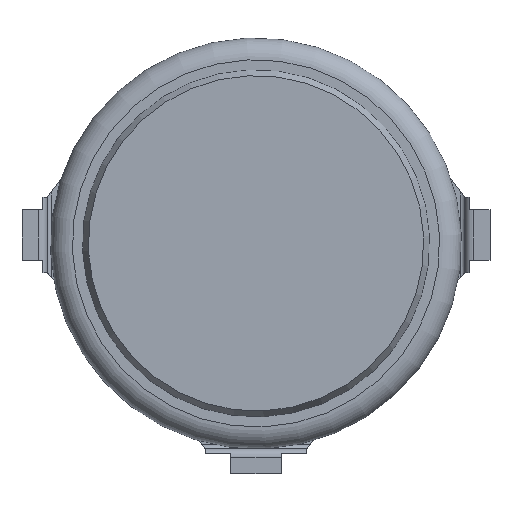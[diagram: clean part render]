
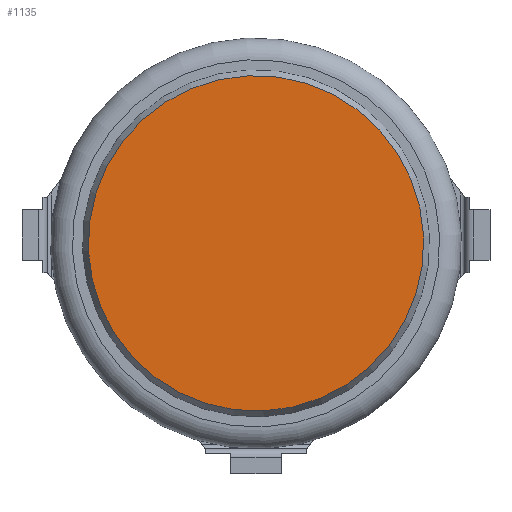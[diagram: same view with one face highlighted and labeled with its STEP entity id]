
A CAD part, top view. The second image highlights one B-rep face of the part: STEP entity #1135.
In plain terms, the highlighted face is planar.
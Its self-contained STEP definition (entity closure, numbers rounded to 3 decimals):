
#80=CIRCLE('',#1272,10.);
#413=ORIENTED_EDGE('',*,*,#571,.F.);
#571=EDGE_CURVE('',#676,#676,#80,.T.);
#676=VERTEX_POINT('',#1934);
#963=EDGE_LOOP('',(#413));
#1032=FACE_BOUND('',#963,.T.);
#1074=PLANE('',#1273);
#1135=ADVANCED_FACE('',(#1032),#1074,.T.);
#1272=AXIS2_PLACEMENT_3D('',#1933,#1604,#1605);
#1273=AXIS2_PLACEMENT_3D('',#1935,#1606,#1607);
#1604=DIRECTION('',(0.,0.,1.));
#1605=DIRECTION('',(1.,0.,0.));
#1606=DIRECTION('',(0.,0.,-1.));
#1607=DIRECTION('',(-1.,0.,0.));
#1933=CARTESIAN_POINT('',(0.,0.,0.));
#1934=CARTESIAN_POINT('',(10.,0.,0.));
#1935=CARTESIAN_POINT('',(10.,0.,0.));
